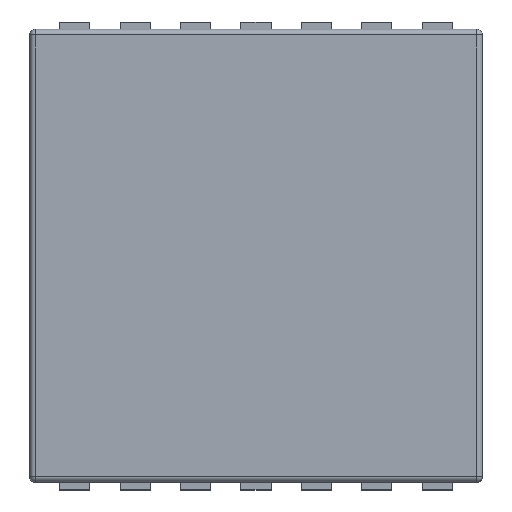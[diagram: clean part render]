
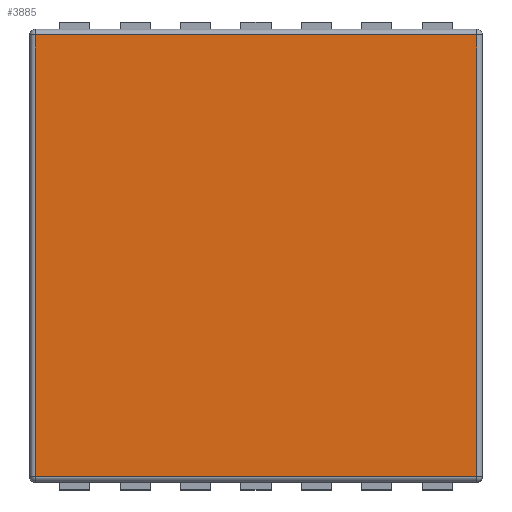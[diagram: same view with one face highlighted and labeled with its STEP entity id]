
A CAD part, top view. The second image highlights one B-rep face of the part: STEP entity #3885.
In plain terms, the highlighted planar face has unit normal (0, 0, 1).
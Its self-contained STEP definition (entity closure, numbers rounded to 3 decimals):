
#3846 = CARTESIAN_POINT ( 'NONE',  ( -1.463, 1.463, 1. ) ) ;
#3847 = VERTEX_POINT ( 'NONE', #3846 ) ;
#3848 = CARTESIAN_POINT ( 'NONE',  ( -1.463, -1.463, 1. ) ) ;
#3849 = VERTEX_POINT ( 'NONE', #3848 ) ;
#3850 = CARTESIAN_POINT ( 'NONE',  ( -1.463, 0., 1. ) ) ;
#3851 = DIRECTION ( 'NONE',  ( 0., -1., 0. ) ) ;
#3852 = VECTOR ( 'NONE', #3851, 1000. ) ;
#3853 = LINE ( 'NONE', #3850, #3852 ) ;
#3854 = EDGE_CURVE ( 'NONE', #3847, #3849, #3853, .T. ) ;
#3855 = ORIENTED_EDGE ( 'NONE', *, *, #3854, .T. ) ;
#3856 = CARTESIAN_POINT ( 'NONE',  ( 1.463, -1.463, 1. ) ) ;
#3857 = VERTEX_POINT ( 'NONE', #3856 ) ;
#3858 = CARTESIAN_POINT ( 'NONE',  ( 0., -1.463, 1. ) ) ;
#3859 = DIRECTION ( 'NONE',  ( 1., 0., 0. ) ) ;
#3860 = VECTOR ( 'NONE', #3859, 1000. ) ;
#3861 = LINE ( 'NONE', #3858, #3860 ) ;
#3862 = EDGE_CURVE ( 'NONE', #3849, #3857, #3861, .T. ) ;
#3863 = ORIENTED_EDGE ( 'NONE', *, *, #3862, .T. ) ;
#3864 = CARTESIAN_POINT ( 'NONE',  ( 1.463, 1.463, 1. ) ) ;
#3865 = VERTEX_POINT ( 'NONE', #3864 ) ;
#3866 = CARTESIAN_POINT ( 'NONE',  ( 1.463, 0., 1. ) ) ;
#3867 = DIRECTION ( 'NONE',  ( 0., 1., 0. ) ) ;
#3868 = VECTOR ( 'NONE', #3867, 1000. ) ;
#3869 = LINE ( 'NONE', #3866, #3868 ) ;
#3870 = EDGE_CURVE ( 'NONE', #3857, #3865, #3869, .T. ) ;
#3871 = ORIENTED_EDGE ( 'NONE', *, *, #3870, .T. ) ;
#3872 = CARTESIAN_POINT ( 'NONE',  ( 0., 1.463, 1. ) ) ;
#3873 = DIRECTION ( 'NONE',  ( -1., 0., 0. ) ) ;
#3874 = VECTOR ( 'NONE', #3873, 1000. ) ;
#3875 = LINE ( 'NONE', #3872, #3874 ) ;
#3876 = EDGE_CURVE ( 'NONE', #3865, #3847, #3875, .T. ) ;
#3877 = ORIENTED_EDGE ( 'NONE', *, *, #3876, .T. ) ;
#3878 = EDGE_LOOP ( 'NONE', ( #3855, #3863, #3871, #3877 ) ) ;
#3879 = FACE_OUTER_BOUND ( 'NONE', #3878, .T. ) ;
#3880 = CARTESIAN_POINT ( 'NONE',  ( 0., 0., 1. ) ) ;
#3881 = DIRECTION ( 'NONE',  ( 0., 0., -1. ) ) ;
#3882 = DIRECTION ( 'NONE',  ( 0., 1., 0. ) ) ;
#3883 = AXIS2_PLACEMENT_3D ( 'NONE', #3880, #3881, #3882 ) ;
#3884 = PLANE ( 'NONE', #3883 ) ;
#3885 = ADVANCED_FACE ( 'NONE', ( #3879 ), #3884, .F. ) ;
